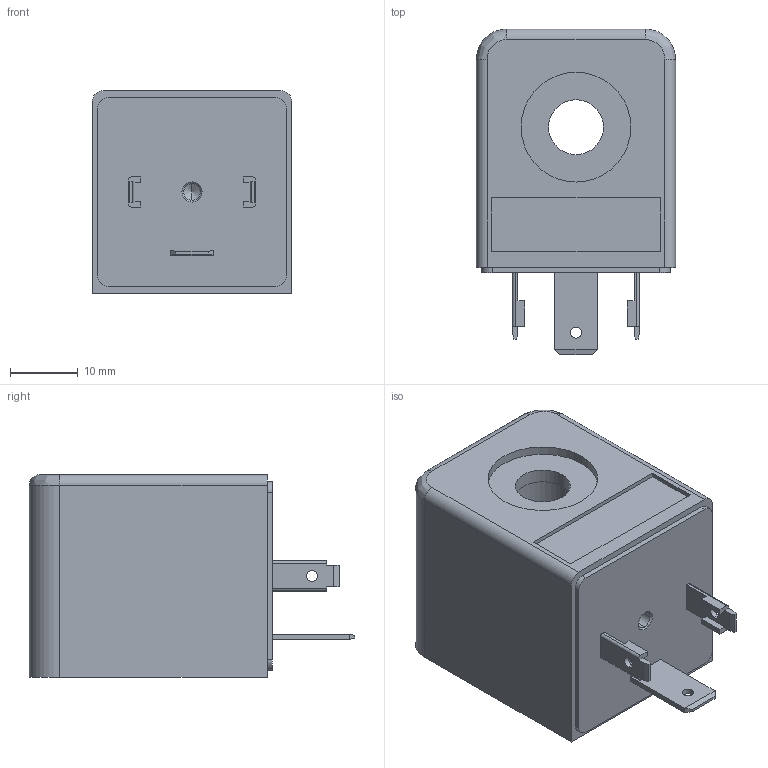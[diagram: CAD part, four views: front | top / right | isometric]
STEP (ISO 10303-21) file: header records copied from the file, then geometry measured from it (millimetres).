
FILE_DESCRIPTION (( 'STEP AP203' ), '1' );
FILE_NAME ('38310-01206-A.step', '2023-01-26T21:52:16', ( '' ), ( '' ), 'SwSTEP 2.0', 'SolidWorks 2021', '' );
FILE_SCHEMA (( 'CONFIG_CONTROL_DESIGN' ));
Length unit declared in the file: inch
Products named in the file (1): 38310-01206-A
Bounding box: 29.49 x 48.21 x 30 mm (x, y, z)
Volume: 29294.4 mm3; surface area: 7110.8 mm2
Topology: 1 solids, 1 shells, 97 faces, 249 edges, 161 vertices
Faces by surface type: plane 62, cylinder 29, cone 4, bspline 2
Entity records: 3030 total; most frequent: CARTESIAN_POINT 542, DIRECTION 497, ORIENTED_EDGE 494, EDGE_CURVE 247, LINE 185, VECTOR 185, VERTEX_POINT 161, AXIS2_PLACEMENT_3D 156
